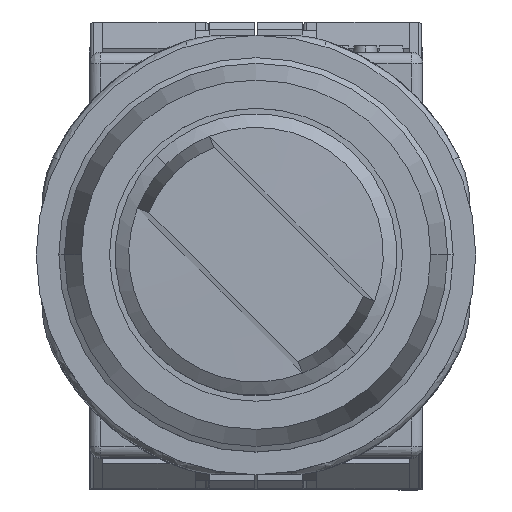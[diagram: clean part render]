
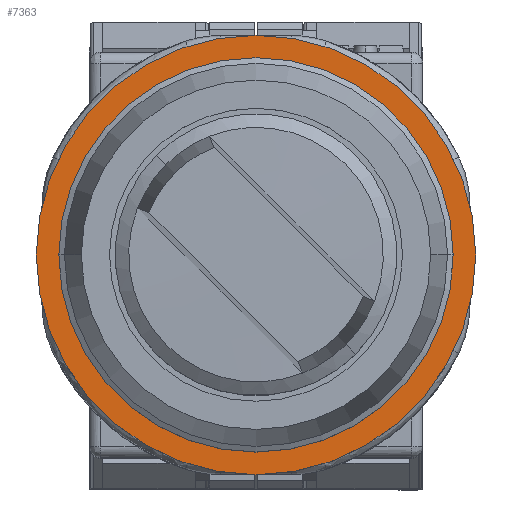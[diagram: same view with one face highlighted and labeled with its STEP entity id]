
A CAD part, top view. The second image highlights one B-rep face of the part: STEP entity #7363.
In plain terms, the highlighted planar face has unit normal (0, 0, 1).
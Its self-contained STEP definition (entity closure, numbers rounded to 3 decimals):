
#1017 = EDGE_CURVE ( 'NONE', #2823, #14236, #18713, .T. ) ;
#2029 = DIRECTION ( 'NONE',  ( 1., 0., 0. ) ) ;
#2048 = CARTESIAN_POINT ( 'NONE',  ( 19.5, 0., 1.5 ) ) ;
#2823 = VERTEX_POINT ( 'NONE', #14167 ) ;
#4311 = FACE_BOUND ( 'NONE', #4978, .T. ) ;
#4648 = DIRECTION ( 'NONE',  ( -1., 0., 0. ) ) ;
#4649 = DIRECTION ( 'NONE',  ( 0., 0., 1. ) ) ;
#4663 = AXIS2_PLACEMENT_3D ( 'NONE', #19813, #17211, #14568 ) ;
#4978 = EDGE_LOOP ( 'NONE', ( #11117, #9103 ) ) ;
#7295 = DIRECTION ( 'NONE',  ( 0., 0., 1. ) ) ;
#7296 = CARTESIAN_POINT ( 'NONE',  ( -19.734, -19.734, 1.5 ) ) ;
#7363 = ADVANCED_FACE ( 'NONE', ( #4311, #8310 ), #9925, .T. ) ;
#8310 = FACE_OUTER_BOUND ( 'NONE', #23886, .T. ) ;
#8996 = AXIS2_PLACEMENT_3D ( 'NONE', #7296, #4649, #2029 ) ;
#9103 = ORIENTED_EDGE ( 'NONE', *, *, #1017, .F. ) ;
#9174 = EDGE_CURVE ( 'NONE', #14236, #2823, #11618, .T. ) ;
#9925 = PLANE ( 'NONE',  #8996 ) ;
#10140 = ORIENTED_EDGE ( 'NONE', *, *, #17757, .T. ) ;
#11117 = ORIENTED_EDGE ( 'NONE', *, *, #9174, .F. ) ;
#11200 = DIRECTION ( 'NONE',  ( -1., 0., 0. ) ) ;
#11618 = CIRCLE ( 'NONE', #21899, 14.75 ) ;
#11888 = DIRECTION ( 'NONE',  ( -1., 0., 0. ) ) ;
#12558 = CARTESIAN_POINT ( 'NONE',  ( 0., 0., 1.5 ) ) ;
#13604 = AXIS2_PLACEMENT_3D ( 'NONE', #12558, #7295, #4648 ) ;
#13806 = DIRECTION ( 'NONE',  ( 0., 0., 1. ) ) ;
#14167 = CARTESIAN_POINT ( 'NONE',  ( 14.75, 0., 1.5 ) ) ;
#14236 = VERTEX_POINT ( 'NONE', #16882 ) ;
#14519 = DIRECTION ( 'NONE',  ( 0., 0., 1. ) ) ;
#14568 = DIRECTION ( 'NONE',  ( -1., 0., 0. ) ) ;
#14980 = AXIS2_PLACEMENT_3D ( 'NONE', #16443, #13806, #11200 ) ;
#16443 = CARTESIAN_POINT ( 'NONE',  ( 0., 0., 1.5 ) ) ;
#16882 = CARTESIAN_POINT ( 'NONE',  ( -14.75, 0., 1.5 ) ) ;
#17164 = CARTESIAN_POINT ( 'NONE',  ( 0., 0., 1.5 ) ) ;
#17211 = DIRECTION ( 'NONE',  ( 0., 0., 1. ) ) ;
#17757 = EDGE_CURVE ( 'NONE', #19008, #18250, #20712, .T. ) ;
#18224 = EDGE_CURVE ( 'NONE', #18250, #19008, #18716, .T. ) ;
#18250 = VERTEX_POINT ( 'NONE', #2048 ) ;
#18441 = CARTESIAN_POINT ( 'NONE',  ( -19.5, 0., 1.5 ) ) ;
#18713 = CIRCLE ( 'NONE', #13604, 14.75 ) ;
#18716 = CIRCLE ( 'NONE', #14980, 19.5 ) ;
#19008 = VERTEX_POINT ( 'NONE', #18441 ) ;
#19813 = CARTESIAN_POINT ( 'NONE',  ( 0., 0., 1.5 ) ) ;
#20712 = CIRCLE ( 'NONE', #4663, 19.5 ) ;
#20808 = ORIENTED_EDGE ( 'NONE', *, *, #18224, .T. ) ;
#21899 = AXIS2_PLACEMENT_3D ( 'NONE', #17164, #14519, #11888 ) ;
#23886 = EDGE_LOOP ( 'NONE', ( #10140, #20808 ) ) ;
